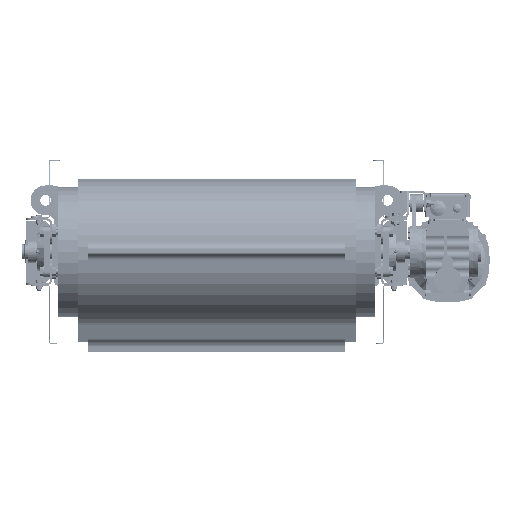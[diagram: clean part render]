
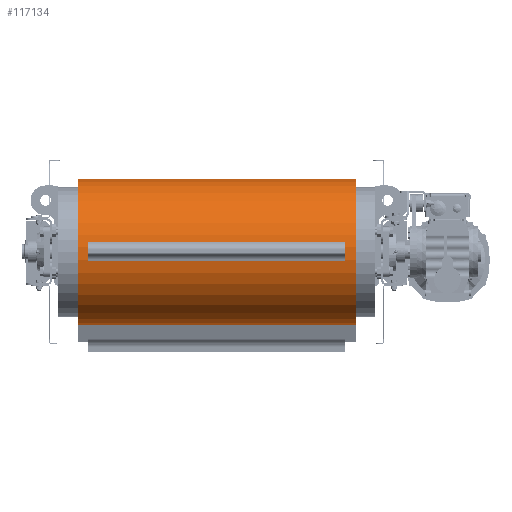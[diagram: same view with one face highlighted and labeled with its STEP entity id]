
A CAD part, left-side view. The second image highlights one B-rep face of the part: STEP entity #117134.
In plain terms, the highlighted cylindrical face has radius 171 mm (diameter 342 mm), a partial arc.
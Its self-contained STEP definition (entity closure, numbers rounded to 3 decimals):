
#12369=LINE('',#222682,#20149);
#12370=LINE('',#222684,#20150);
#12371=LINE('',#222687,#20151);
#20149=VECTOR('',#160441,650.);
#20150=VECTOR('',#160444,650.);
#20151=VECTOR('',#160445,10.);
#21991=CYLINDRICAL_SURFACE('',#129248,171.);
#23249=FACE_BOUND('',#38170,.T.);
#30056=FACE_OUTER_BOUND('',#38169,.T.);
#38169=EDGE_LOOP('',(#99382,#99383,#99384,#99385));
#38170=EDGE_LOOP('',(#99386,#99387));
#43347=CIRCLE('',#129236,171.);
#43351=CIRCLE('',#129241,171.);
#52981=VERTEX_POINT('',#222613);
#52982=VERTEX_POINT('',#222615);
#52997=VERTEX_POINT('',#222646);
#52998=VERTEX_POINT('',#222648);
#53011=VERTEX_POINT('',#222685);
#53012=VERTEX_POINT('',#222686);
#68459=EDGE_CURVE('',#52981,#52982,#43347,.T.);
#68475=EDGE_CURVE('',#52997,#52998,#43351,.T.);
#68492=EDGE_CURVE('',#52997,#52982,#12369,.T.);
#68493=EDGE_CURVE('',#52998,#52981,#12370,.T.);
#68494=EDGE_CURVE('',#53011,#53012,#12371,.T.);
#99382=ORIENTED_EDGE('',*,*,#68459,.F.);
#99383=ORIENTED_EDGE('',*,*,#68493,.F.);
#99384=ORIENTED_EDGE('',*,*,#68475,.F.);
#99385=ORIENTED_EDGE('',*,*,#68492,.T.);
#99386=ORIENTED_EDGE('',*,*,#68494,.T.);
#99387=ORIENTED_EDGE('',*,*,#68494,.F.);
#117134=ADVANCED_FACE('',(#30056,#23249),#21991,.T.);
#129236=AXIS2_PLACEMENT_3D('',#222616,#160391,#160392);
#129241=AXIS2_PLACEMENT_3D('',#222649,#160413,#160414);
#129248=AXIS2_PLACEMENT_3D('',#222683,#160442,#160443);
#160391=DIRECTION('center_axis',(0.,-1.,0.));
#160392=DIRECTION('ref_axis',(0.061,0.,0.998));
#160413=DIRECTION('center_axis',(0.,1.,0.));
#160414=DIRECTION('ref_axis',(-0.06,0.,
-0.998));
#160441=DIRECTION('',(0.,-1.,0.));
#160442=DIRECTION('center_axis',(0.,-1.,0.));
#160443=DIRECTION('ref_axis',(-0.998,0.,0.061));
#160444=DIRECTION('',(0.,-1.,0.));
#160445=DIRECTION('',(0.,-1.,0.));
#222613=CARTESIAN_POINT('',(-949.578,-325.,100.682));
#222615=CARTESIAN_POINT('',(-970.27,-325.,-240.691));
#222616=CARTESIAN_POINT('Origin',(-960.,-325.,-70.));
#222646=CARTESIAN_POINT('',(-970.27,325.,-240.691));
#222648=CARTESIAN_POINT('',(-949.578,325.,100.682));
#222649=CARTESIAN_POINT('Origin',(-960.,325.,-70.));
#222682=CARTESIAN_POINT('',(-970.27,325.,-240.691));
#222683=CARTESIAN_POINT('Origin',(-960.,325.,-70.));
#222684=CARTESIAN_POINT('',(-949.578,325.,100.682));
#222685=CARTESIAN_POINT('',(-1131.,300.,-70.));
#222686=CARTESIAN_POINT('',(-1131.,-300.,-70.));
#222687=CARTESIAN_POINT('',(-1131.,325.,-70.));
